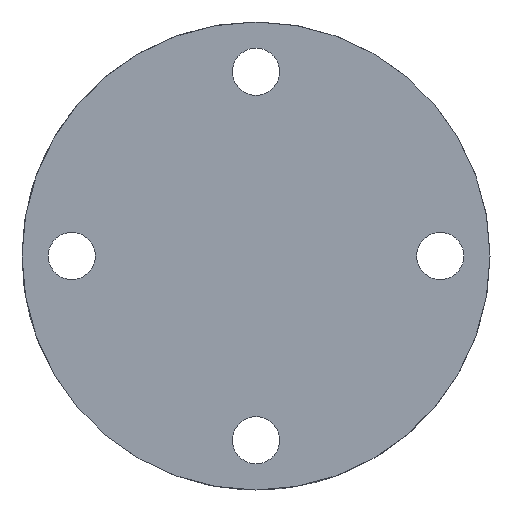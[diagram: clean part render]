
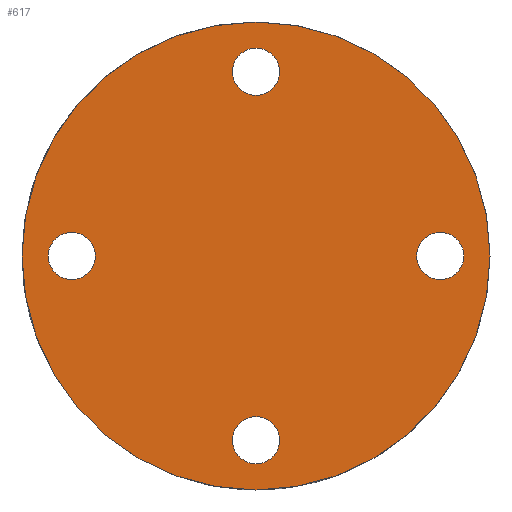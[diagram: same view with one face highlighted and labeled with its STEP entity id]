
A CAD part, front view. The second image highlights one B-rep face of the part: STEP entity #617.
In plain terms, the highlighted planar face has unit normal (0, -1, 0).
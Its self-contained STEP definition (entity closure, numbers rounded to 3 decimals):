
#42=FACE_BOUND('',#166,.T.);
#43=FACE_BOUND('',#167,.T.);
#44=FACE_BOUND('',#168,.T.);
#45=FACE_BOUND('',#169,.T.);
#56=CIRCLE('',#657,3.2);
#62=CIRCLE('',#666,3.2);
#68=CIRCLE('',#675,3.2);
#74=CIRCLE('',#684,3.2);
#93=CIRCLE('',#715,31.75);
#124=FACE_OUTER_BOUND('',#165,.T.);
#165=EDGE_LOOP('',(#568));
#166=EDGE_LOOP('',(#569));
#167=EDGE_LOOP('',(#570));
#168=EDGE_LOOP('',(#571));
#169=EDGE_LOOP('',(#572));
#271=VERTEX_POINT('',#978);
#277=VERTEX_POINT('',#995);
#282=VERTEX_POINT('',#1011);
#288=VERTEX_POINT('',#1028);
#311=VERTEX_POINT('',#1095);
#342=EDGE_CURVE('',#271,#271,#56,.T.);
#350=EDGE_CURVE('',#277,#277,#62,.T.);
#358=EDGE_CURVE('',#282,#282,#68,.T.);
#366=EDGE_CURVE('',#288,#288,#74,.T.);
#397=EDGE_CURVE('',#311,#311,#93,.T.);
#568=ORIENTED_EDGE('',*,*,#397,.T.);
#569=ORIENTED_EDGE('',*,*,#342,.T.);
#570=ORIENTED_EDGE('',*,*,#350,.T.);
#571=ORIENTED_EDGE('',*,*,#358,.T.);
#572=ORIENTED_EDGE('',*,*,#366,.T.);
#586=PLANE('',#716);
#617=ADVANCED_FACE('',(#124,#42,#43,#44,#45),#586,.F.);
#657=AXIS2_PLACEMENT_3D('',#980,#777,#778);
#666=AXIS2_PLACEMENT_3D('',#997,#797,#798);
#675=AXIS2_PLACEMENT_3D('',#1013,#817,#818);
#684=AXIS2_PLACEMENT_3D('',#1030,#837,#838);
#715=AXIS2_PLACEMENT_3D('',#1096,#911,#912);
#716=AXIS2_PLACEMENT_3D('',#1098,#914,#915);
#777=DIRECTION('center_axis',(0.,1.,0.));
#778=DIRECTION('ref_axis',(-1.,0.,0.));
#797=DIRECTION('center_axis',(0.,1.,0.));
#798=DIRECTION('ref_axis',(-1.,0.,0.));
#817=DIRECTION('center_axis',(0.,1.,0.));
#818=DIRECTION('ref_axis',(-1.,0.,0.));
#837=DIRECTION('center_axis',(0.,1.,0.));
#838=DIRECTION('ref_axis',(-1.,0.,0.));
#911=DIRECTION('center_axis',(0.,-1.,0.));
#912=DIRECTION('ref_axis',(1.,0.,0.));
#914=DIRECTION('center_axis',(0.,1.,0.));
#915=DIRECTION('ref_axis',(0.,0.,1.));
#978=CARTESIAN_POINT('',(3.2,-12.,-25.));
#980=CARTESIAN_POINT('Origin',(0.,-12.,-25.));
#995=CARTESIAN_POINT('',(3.2,-12.,25.));
#997=CARTESIAN_POINT('Origin',(0.,-12.,25.));
#1011=CARTESIAN_POINT('',(-21.8,-12.,0.));
#1013=CARTESIAN_POINT('Origin',(-25.,-12.,0.));
#1028=CARTESIAN_POINT('',(28.2,-12.,0.));
#1030=CARTESIAN_POINT('Origin',(25.,-12.,0.));
#1095=CARTESIAN_POINT('',(-31.75,-12.,0.));
#1096=CARTESIAN_POINT('Origin',(0.,-12.,0.));
#1098=CARTESIAN_POINT('Origin',(0.,-12.,0.));
